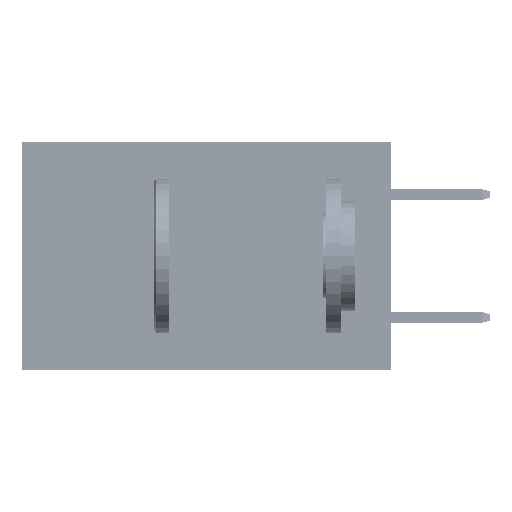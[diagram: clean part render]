
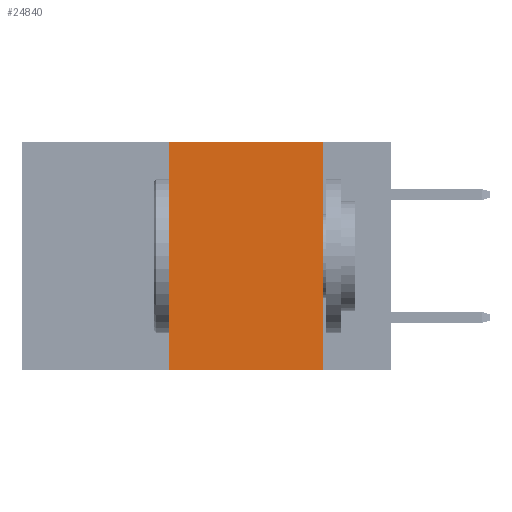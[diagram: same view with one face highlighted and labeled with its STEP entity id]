
A CAD part, left-side view. The second image highlights one B-rep face of the part: STEP entity #24840.
In plain terms, the highlighted planar face has unit normal (-1, 0, 0).
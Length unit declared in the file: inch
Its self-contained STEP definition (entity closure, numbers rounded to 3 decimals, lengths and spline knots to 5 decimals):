
#741 = LINE ( 'NONE', #5374, #34291 ) ;
#1189 = EDGE_CURVE ( 'NONE', #11113, #44751, #741, .T. ) ;
#2025 = DIRECTION ( 'NONE',  ( 0., 0., -1. ) ) ;
#4319 = LINE ( 'NONE', #6844, #15514 ) ;
#5031 = EDGE_CURVE ( 'NONE', #11113, #50014, #19499, .T. ) ;
#5374 = CARTESIAN_POINT ( 'NONE',  ( 0., 0.6, -0.37 ) ) ;
#6487 = DIRECTION ( 'NONE',  ( 0., 0., -1. ) ) ;
#6844 = CARTESIAN_POINT ( 'NONE',  ( 0., 0.6, 0. ) ) ;
#8928 = VECTOR ( 'NONE', #36783, 39.37008 ) ;
#11113 = VERTEX_POINT ( 'NONE', #42422 ) ;
#15514 = VECTOR ( 'NONE', #30326, 39.37008 ) ;
#16316 = LINE ( 'NONE', #30305, #22503 ) ;
#16505 = CARTESIAN_POINT ( 'NONE',  ( 0., 0.36, 0. ) ) ;
#19499 = LINE ( 'NONE', #16505, #8928 ) ;
#20329 = FACE_OUTER_BOUND ( 'NONE', #45431, .T. ) ;
#21906 = EDGE_CURVE ( 'NONE', #22191, #44751, #16316, .T. ) ;
#22191 = VERTEX_POINT ( 'NONE', #43979 ) ;
#22503 = VECTOR ( 'NONE', #6487, 39.37008 ) ;
#23071 = EDGE_CURVE ( 'NONE', #50014, #22191, #4319, .T. ) ;
#24840 = ADVANCED_FACE ( 'NONE', ( #20329 ), #37442, .F. ) ;
#29480 = CARTESIAN_POINT ( 'NONE',  ( 0., 0.6, 0. ) ) ;
#30305 = CARTESIAN_POINT ( 'NONE',  ( 0., 0.11, 0. ) ) ;
#30326 = DIRECTION ( 'NONE',  ( 0., -1., 0. ) ) ;
#32280 = ORIENTED_EDGE ( 'NONE', *, *, #21906, .F. ) ;
#34291 = VECTOR ( 'NONE', #49141, 39.37008 ) ;
#36783 = DIRECTION ( 'NONE',  ( 0., 0., 1. ) ) ;
#36864 = ORIENTED_EDGE ( 'NONE', *, *, #1189, .T. ) ;
#37442 = PLANE ( 'NONE',  #50336 ) ;
#39968 = ORIENTED_EDGE ( 'NONE', *, *, #23071, .F. ) ;
#40704 = ORIENTED_EDGE ( 'NONE', *, *, #5031, .F. ) ;
#42422 = CARTESIAN_POINT ( 'NONE',  ( 0., 0.36, -0.37 ) ) ;
#43979 = CARTESIAN_POINT ( 'NONE',  ( 0., 0.11, 0. ) ) ;
#44751 = VERTEX_POINT ( 'NONE', #45673 ) ;
#45145 = CARTESIAN_POINT ( 'NONE',  ( 0., 0.36, 0. ) ) ;
#45431 = EDGE_LOOP ( 'NONE', ( #32280, #39968, #40704, #36864 ) ) ;
#45673 = CARTESIAN_POINT ( 'NONE',  ( 0., 0.11, -0.37 ) ) ;
#49141 = DIRECTION ( 'NONE',  ( 0., -1., 0. ) ) ;
#49406 = DIRECTION ( 'NONE',  ( 1., 0., 0. ) ) ;
#50014 = VERTEX_POINT ( 'NONE', #45145 ) ;
#50336 = AXIS2_PLACEMENT_3D ( 'NONE', #29480, #49406, #2025 ) ;
